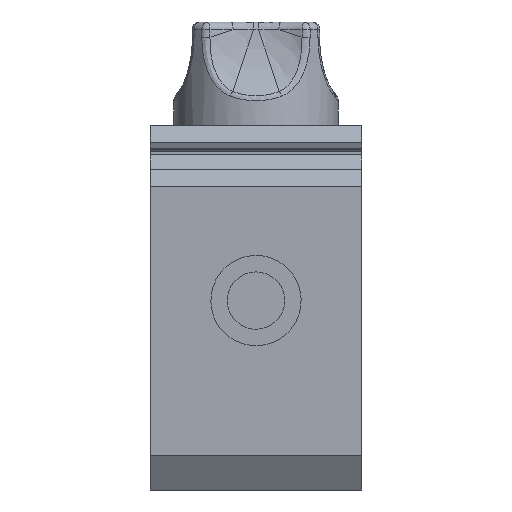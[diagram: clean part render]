
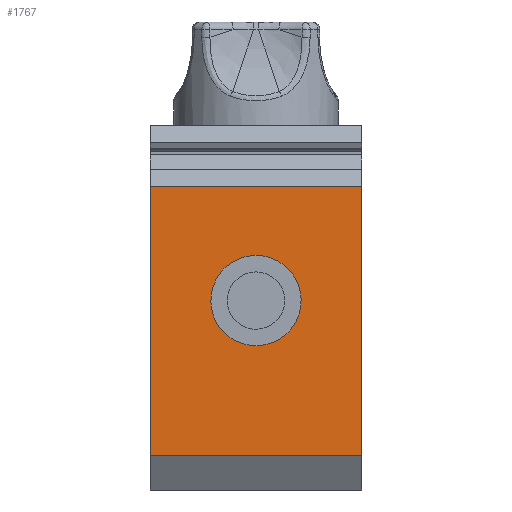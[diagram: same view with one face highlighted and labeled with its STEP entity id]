
A CAD part, front view. The second image highlights one B-rep face of the part: STEP entity #1767.
In plain terms, the highlighted planar face has unit normal (0, -1, 0).
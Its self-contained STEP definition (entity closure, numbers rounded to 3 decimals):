
#1303=AXIS2_PLACEMENT_3D('Circle Axis2P3D',#1301,#1302,$) ;
#1329=AXIS2_PLACEMENT_3D('Circle Axis2P3D',#1327,#1328,$) ;
#1743=AXIS2_PLACEMENT_3D('Plane Axis2P3D',#1740,#1741,#1742) ;
#161=CARTESIAN_POINT('Vertex',(27.6,0.,39.65)) ;
#164=CARTESIAN_POINT('Line Origine',(27.6,0.,22.075)) ;
#168=CARTESIAN_POINT('Vertex',(27.6,0.,4.5)) ;
#1301=CARTESIAN_POINT('Axis2P3D Location',(13.8,0.,24.752)) ;
#1305=CARTESIAN_POINT('Vertex',(8.622,0.,27.581)) ;
#1307=CARTESIAN_POINT('Vertex',(18.978,0.,21.924)) ;
#1327=CARTESIAN_POINT('Axis2P3D Location',(13.8,0.,24.752)) ;
#1725=CARTESIAN_POINT('Vertex',(0.,0.,39.65)) ;
#1728=CARTESIAN_POINT('Line Origine',(13.8,0.,39.65)) ;
#1740=CARTESIAN_POINT('Axis2P3D Location',(13.8,0.,4.5)) ;
#1745=CARTESIAN_POINT('Line Origine',(13.8,0.,4.5)) ;
#1749=CARTESIAN_POINT('Vertex',(0.,0.,4.5)) ;
#1752=CARTESIAN_POINT('Line Origine',(0.,0.,22.075)) ;
#165=DIRECTION('Vector Direction',(0.,0.,1.)) ;
#1302=DIRECTION('Axis2P3D Direction',(0.,1.,-0.)) ;
#1328=DIRECTION('Axis2P3D Direction',(0.,1.,-0.)) ;
#1729=DIRECTION('Vector Direction',(-1.,0.,0.)) ;
#1741=DIRECTION('Axis2P3D Direction',(0.,-1.,0.)) ;
#1742=DIRECTION('Axis2P3D XDirection',(0.,0.,1.)) ;
#1746=DIRECTION('Vector Direction',(-1.,0.,0.)) ;
#1753=DIRECTION('Vector Direction',(0.,0.,1.)) ;
#166=VECTOR('Line Direction',#165,1.) ;
#1730=VECTOR('Line Direction',#1729,1.) ;
#1747=VECTOR('Line Direction',#1746,1.) ;
#1754=VECTOR('Line Direction',#1753,1.) ;
#1758=ORIENTED_EDGE('',*,*,#1751,.F.) ;
#1759=ORIENTED_EDGE('',*,*,#170,.T.) ;
#1760=ORIENTED_EDGE('',*,*,#1732,.T.) ;
#1761=ORIENTED_EDGE('',*,*,#1756,.F.) ;
#1764=ORIENTED_EDGE('',*,*,#1331,.F.) ;
#1765=ORIENTED_EDGE('',*,*,#1309,.F.) ;
#1766=FACE_BOUND('',#1763,.T.) ;
#1767=ADVANCED_FACE('Koerper.2',(#1762,#1766),#1744,.T.) ;
#1304=CIRCLE('generated circle',#1303,5.9) ;
#1330=CIRCLE('generated circle',#1329,5.9) ;
#170=EDGE_CURVE('',#169,#162,#167,.T.) ;
#1309=EDGE_CURVE('',#1306,#1308,#1304,.F.) ;
#1331=EDGE_CURVE('',#1308,#1306,#1330,.F.) ;
#1732=EDGE_CURVE('',#162,#1726,#1731,.T.) ;
#1751=EDGE_CURVE('',#169,#1750,#1748,.T.) ;
#1756=EDGE_CURVE('',#1750,#1726,#1755,.T.) ;
#1757=EDGE_LOOP('',(#1758,#1759,#1760,#1761)) ;
#1763=EDGE_LOOP('',(#1764,#1765)) ;
#1762=FACE_OUTER_BOUND('',#1757,.T.) ;
#167=LINE('Line',#164,#166) ;
#1731=LINE('Line',#1728,#1730) ;
#1748=LINE('Line',#1745,#1747) ;
#1755=LINE('Line',#1752,#1754) ;
#1744=PLANE('',#1743) ;
#162=VERTEX_POINT('',#161) ;
#169=VERTEX_POINT('',#168) ;
#1306=VERTEX_POINT('',#1305) ;
#1308=VERTEX_POINT('',#1307) ;
#1726=VERTEX_POINT('',#1725) ;
#1750=VERTEX_POINT('',#1749) ;
